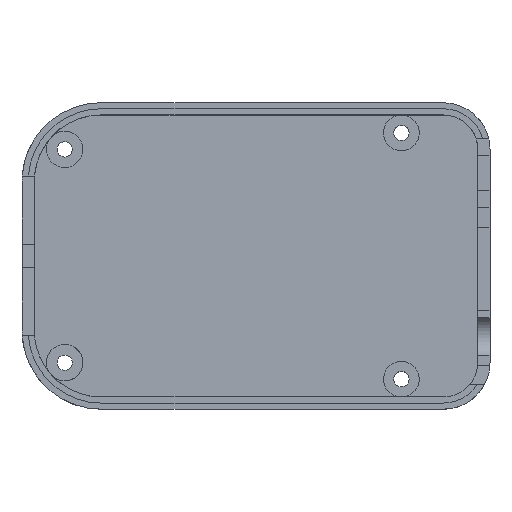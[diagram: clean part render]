
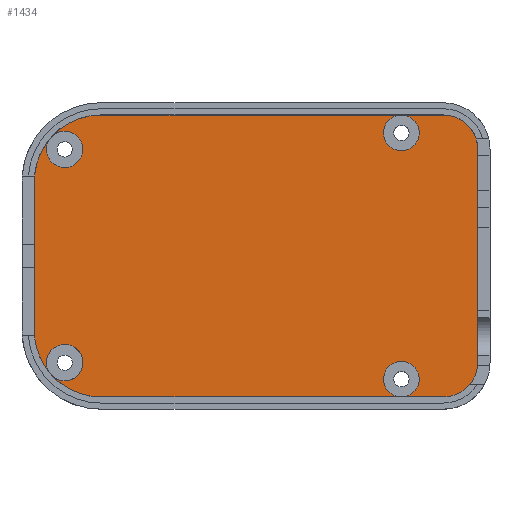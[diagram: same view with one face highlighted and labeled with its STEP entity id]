
A CAD part, top view. The second image highlights one B-rep face of the part: STEP entity #1434.
In plain terms, the highlighted planar face has unit normal (0, 0, -1).
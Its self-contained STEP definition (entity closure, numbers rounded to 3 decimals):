
#23=FACE_BOUND('',#234,.T.);
#24=FACE_BOUND('',#235,.T.);
#25=FACE_BOUND('',#236,.T.);
#26=FACE_BOUND('',#237,.T.);
#73=PLANE('',#1594);
#149=FACE_OUTER_BOUND('',#233,.T.);
#233=EDGE_LOOP('',(#1318,#1319,#1320,#1321,#1322,#1323,#1324,#1325));
#234=EDGE_LOOP('',(#1326));
#235=EDGE_LOOP('',(#1327));
#236=EDGE_LOOP('',(#1328));
#237=EDGE_LOOP('',(#1329));
#264=CIRCLE('',#1489,2.25);
#267=CIRCLE('',#1494,2.25);
#270=CIRCLE('',#1499,2.25);
#273=CIRCLE('',#1504,2.25);
#296=CIRCLE('',#1547,15.5);
#299=CIRCLE('',#1552,9.15);
#301=CIRCLE('',#1559,9.15);
#307=CIRCLE('',#1592,15.5);
#372=LINE('',#2279,#508);
#380=LINE('',#2300,#516);
#442=LINE('',#2434,#578);
#443=LINE('',#2438,#579);
#508=VECTOR('',#1847,10.);
#516=VECTOR('',#1871,10.);
#578=VECTOR('',#2015,10.);
#579=VECTOR('',#2022,10.);
#608=VERTEX_POINT('',#2108);
#611=VERTEX_POINT('',#2117);
#614=VERTEX_POINT('',#2126);
#617=VERTEX_POINT('',#2135);
#674=VERTEX_POINT('',#2276);
#675=VERTEX_POINT('',#2278);
#679=VERTEX_POINT('',#2293);
#680=VERTEX_POINT('',#2298);
#683=VERTEX_POINT('',#2306);
#696=VERTEX_POINT('',#2347);
#697=VERTEX_POINT('',#2349);
#711=VERTEX_POINT('',#2432);
#752=EDGE_CURVE('',#608,#608,#264,.T.);
#756=EDGE_CURVE('',#611,#611,#267,.T.);
#760=EDGE_CURVE('',#614,#614,#270,.T.);
#764=EDGE_CURVE('',#617,#617,#273,.T.);
#832=EDGE_CURVE('',#674,#675,#372,.T.);
#841=EDGE_CURVE('',#679,#674,#296,.T.);
#844=EDGE_CURVE('',#680,#679,#380,.T.);
#848=EDGE_CURVE('',#683,#680,#299,.T.);
#871=EDGE_CURVE('',#696,#697,#301,.T.);
#915=EDGE_CURVE('',#711,#696,#442,.T.);
#916=EDGE_CURVE('',#675,#711,#307,.T.);
#917=EDGE_CURVE('',#697,#683,#443,.T.);
#1318=ORIENTED_EDGE('',*,*,#871,.F.);
#1319=ORIENTED_EDGE('',*,*,#915,.F.);
#1320=ORIENTED_EDGE('',*,*,#916,.F.);
#1321=ORIENTED_EDGE('',*,*,#832,.F.);
#1322=ORIENTED_EDGE('',*,*,#841,.F.);
#1323=ORIENTED_EDGE('',*,*,#844,.F.);
#1324=ORIENTED_EDGE('',*,*,#848,.F.);
#1325=ORIENTED_EDGE('',*,*,#917,.F.);
#1326=ORIENTED_EDGE('',*,*,#752,.T.);
#1327=ORIENTED_EDGE('',*,*,#756,.T.);
#1328=ORIENTED_EDGE('',*,*,#760,.T.);
#1329=ORIENTED_EDGE('',*,*,#764,.T.);
#1434=ADVANCED_FACE('',(#149,#23,#24,#25,#26),#73,.F.);
#1489=AXIS2_PLACEMENT_3D('',#2109,#1691,#1692);
#1494=AXIS2_PLACEMENT_3D('',#2118,#1702,#1703);
#1499=AXIS2_PLACEMENT_3D('',#2127,#1713,#1714);
#1504=AXIS2_PLACEMENT_3D('',#2136,#1724,#1725);
#1547=AXIS2_PLACEMENT_3D('',#2295,#1864,#1865);
#1552=AXIS2_PLACEMENT_3D('',#2308,#1878,#1879);
#1559=AXIS2_PLACEMENT_3D('',#2350,#1913,#1914);
#1592=AXIS2_PLACEMENT_3D('',#2436,#2018,#2019);
#1594=AXIS2_PLACEMENT_3D('',#2439,#2023,#2024);
#1691=DIRECTION('center_axis',(0.,0.,1.));
#1692=DIRECTION('ref_axis',(1.,0.,0.));
#1702=DIRECTION('center_axis',(0.,0.,1.));
#1703=DIRECTION('ref_axis',(1.,0.,0.));
#1713=DIRECTION('center_axis',(0.,0.,1.));
#1714=DIRECTION('ref_axis',(1.,0.,0.));
#1724=DIRECTION('center_axis',(0.,0.,1.));
#1725=DIRECTION('ref_axis',(1.,0.,0.));
#1847=DIRECTION('',(0.,-1.,0.));
#1864=DIRECTION('center_axis',(0.,0.,1.));
#1865=DIRECTION('ref_axis',(0.,1.,0.));
#1871=DIRECTION('',(-1.,0.,0.));
#1878=DIRECTION('center_axis',(0.,0.,1.));
#1879=DIRECTION('ref_axis',(1.,0.,0.));
#1913=DIRECTION('center_axis',(0.,0.,1.));
#1914=DIRECTION('ref_axis',(0.,-1.,0.));
#2015=DIRECTION('',(1.,0.,0.));
#2018=DIRECTION('center_axis',(0.,0.,1.));
#2019=DIRECTION('ref_axis',(-1.,0.,0.));
#2022=DIRECTION('',(0.,1.,0.));
#2023=DIRECTION('center_axis',(0.,0.,1.));
#2024=DIRECTION('ref_axis',(1.,0.,0.));
#2108=CARTESIAN_POINT('',(26.32,-24.195,-3.5));
#2109=CARTESIAN_POINT('Origin',(28.57,-24.195,-3.5));
#2117=CARTESIAN_POINT('',(26.32,24.195,-3.5));
#2118=CARTESIAN_POINT('Origin',(28.57,24.195,-3.5));
#2126=CARTESIAN_POINT('',(-39.84,-20.955,-3.5));
#2127=CARTESIAN_POINT('Origin',(-37.59,-20.955,-3.5));
#2135=CARTESIAN_POINT('',(-39.84,20.955,-3.5));
#2136=CARTESIAN_POINT('Origin',(-37.59,20.955,-3.5));
#2276=CARTESIAN_POINT('',(-45.98,14.605,-3.5));
#2278=CARTESIAN_POINT('',(-45.98,-14.605,-3.5));
#2279=CARTESIAN_POINT('',(-45.98,7.303,-3.5));
#2293=CARTESIAN_POINT('',(-30.48,30.105,-3.5));
#2295=CARTESIAN_POINT('Origin',(-30.48,14.605,-3.5));
#2298=CARTESIAN_POINT('',(36.83,30.105,-3.5));
#2300=CARTESIAN_POINT('',(18.415,30.105,-3.5));
#2306=CARTESIAN_POINT('',(45.98,20.955,-3.5));
#2308=CARTESIAN_POINT('Origin',(36.83,20.955,-3.5));
#2347=CARTESIAN_POINT('',(36.83,-30.105,-3.5));
#2349=CARTESIAN_POINT('',(45.98,-20.955,-3.5));
#2350=CARTESIAN_POINT('Origin',(36.83,-20.955,-3.5));
#2432=CARTESIAN_POINT('',(-30.48,-30.105,-3.5));
#2434=CARTESIAN_POINT('',(-15.24,-30.105,-3.5));
#2436=CARTESIAN_POINT('Origin',(-30.48,-14.605,-3.5));
#2438=CARTESIAN_POINT('',(45.98,-10.478,-3.5));
#2439=CARTESIAN_POINT('Origin',(0.,0.,-3.5));
